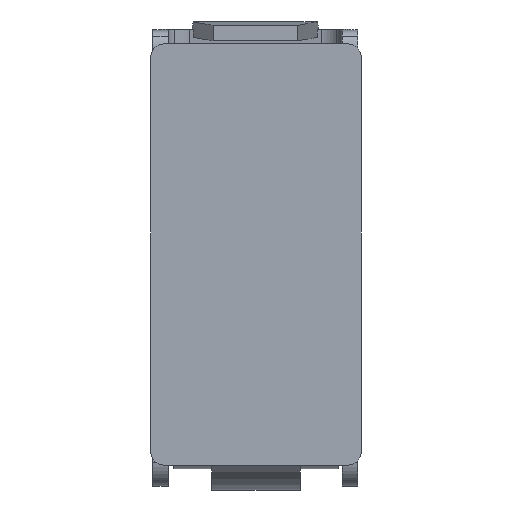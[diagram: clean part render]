
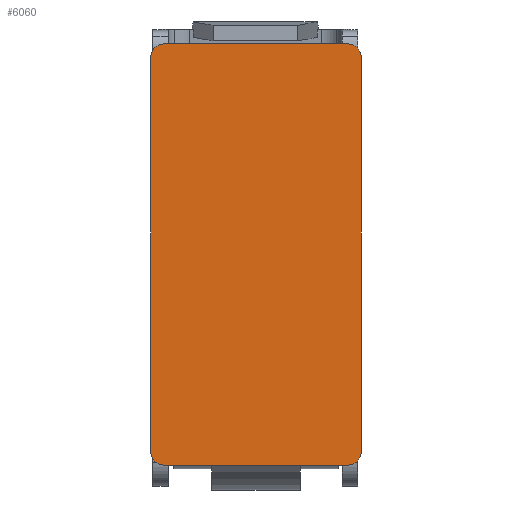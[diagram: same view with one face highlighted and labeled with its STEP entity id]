
A CAD part, front view. The second image highlights one B-rep face of the part: STEP entity #6060.
In plain terms, the highlighted planar face has unit normal (0, -1, 0).
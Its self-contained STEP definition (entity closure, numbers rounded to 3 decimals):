
#322=CARTESIAN_POINT('',(7.207,-13.75,14.707));
#323=VERTEX_POINT('',#322);
#339=CARTESIAN_POINT('',(6.5,-13.75,15.0));
#340=VERTEX_POINT('',#339);
#347=CARTESIAN_POINT('',(6.5,-13.75,14.));
#348=DIRECTION('',(0.0,1.,0.0));
#349=DIRECTION('',(0.707,0.0,0.707));
#350=AXIS2_PLACEMENT_3D('',#347,#348,#349);
#351=CIRCLE('',#350,1.);
#352=EDGE_CURVE('',#340,#323,#351,.T.);
#364=CARTESIAN_POINT('',(-7.207,-13.75,-14.707));
#365=VERTEX_POINT('',#364);
#381=CARTESIAN_POINT('',(-6.5,-13.75,-15.0));
#382=VERTEX_POINT('',#381);
#389=CARTESIAN_POINT('',(-6.5,-13.75,-14.));
#390=DIRECTION('',(0.0,1.,0.0));
#391=DIRECTION('',(-0.707,0.0,-0.707));
#392=AXIS2_PLACEMENT_3D('',#389,#390,#391);
#393=CIRCLE('',#392,1.);
#394=EDGE_CURVE('',#382,#365,#393,.T.);
#404=CARTESIAN_POINT('',(7.207,-13.75,-14.707));
#405=VERTEX_POINT('',#404);
#414=CARTESIAN_POINT('',(6.5,-13.75,-15.0));
#415=VERTEX_POINT('',#414);
#416=CARTESIAN_POINT('',(6.5,-13.75,-14.));
#417=DIRECTION('',(0.0,1.,0.0));
#418=DIRECTION('',(0.707,0.0,-0.707));
#419=AXIS2_PLACEMENT_3D('',#416,#417,#418);
#420=CIRCLE('',#419,1.);
#421=EDGE_CURVE('',#405,#415,#420,.T.);
#446=CARTESIAN_POINT('',(-7.207,-13.75,14.707));
#447=VERTEX_POINT('',#446);
#456=CARTESIAN_POINT('',(-6.5,-13.75,15.0));
#457=VERTEX_POINT('',#456);
#458=CARTESIAN_POINT('',(-6.5,-13.75,14.));
#459=DIRECTION('',(0.0,1.,0.0));
#460=DIRECTION('',(-0.707,0.0,0.707));
#461=AXIS2_PLACEMENT_3D('',#458,#459,#460);
#462=CIRCLE('',#461,1.);
#463=EDGE_CURVE('',#447,#457,#462,.T.);
#5770=CARTESIAN_POINT('',(-7.5,-13.75,14.));
#5771=VERTEX_POINT('',#5770);
#5778=CARTESIAN_POINT('',(-6.5,-13.75,14.));
#5779=DIRECTION('',(0.0,1.,0.0));
#5780=DIRECTION('',(-0.707,0.0,0.707));
#5781=AXIS2_PLACEMENT_3D('',#5778,#5779,#5780);
#5782=CIRCLE('',#5781,1.);
#5783=EDGE_CURVE('',#5771,#447,#5782,.T.);
#5802=CARTESIAN_POINT('',(-7.5,-13.75,-14.));
#5803=VERTEX_POINT('',#5802);
#5810=CARTESIAN_POINT('',(-7.5,-13.75,-14.));
#5811=DIRECTION('',(0.0,0.0,1.0));
#5812=VECTOR('',#5811,28.0);
#5813=LINE('',#5810,#5812);
#5814=EDGE_CURVE('',#5803,#5771,#5813,.T.);
#5945=CARTESIAN_POINT('',(7.5,-13.75,-14.));
#5946=VERTEX_POINT('',#5945);
#5953=CARTESIAN_POINT('',(6.5,-13.75,-14.));
#5954=DIRECTION('',(0.0,1.,0.0));
#5955=DIRECTION('',(0.707,0.0,-0.707));
#5956=AXIS2_PLACEMENT_3D('',#5953,#5954,#5955);
#5957=CIRCLE('',#5956,1.);
#5958=EDGE_CURVE('',#5946,#405,#5957,.T.);
#5970=CARTESIAN_POINT('',(7.5,-13.75,14.));
#5971=VERTEX_POINT('',#5970);
#5978=CARTESIAN_POINT('',(7.5,-13.75,-14.));
#5979=DIRECTION('',(0.0,0.0,1.0));
#5980=VECTOR('',#5979,28.0);
#5981=LINE('',#5978,#5980);
#5982=EDGE_CURVE('',#5946,#5971,#5981,.T.);
#6013=CARTESIAN_POINT('',(-6.5,-13.75,-14.));
#6014=DIRECTION('',(0.0,1.,0.0));
#6015=DIRECTION('',(-0.707,0.0,-0.707));
#6016=AXIS2_PLACEMENT_3D('',#6013,#6014,#6015);
#6017=CIRCLE('',#6016,1.);
#6018=EDGE_CURVE('',#365,#5803,#6017,.T.);
#6025=CARTESIAN_POINT('',(7.5,-13.75,-15.0));
#6026=DIRECTION('',(0.0,-1.0,0.0));
#6027=DIRECTION('',(0.0,0.0,-1.0));
#6028=AXIS2_PLACEMENT_3D('',#6025,#6026,#6027);
#6029=PLANE('',#6028);
#6030=ORIENTED_EDGE('',*,*,#5783,.F.);
#6031=ORIENTED_EDGE('',*,*,#5814,.F.);
#6032=ORIENTED_EDGE('',*,*,#6018,.F.);
#6033=ORIENTED_EDGE('',*,*,#394,.F.);
#6034=CARTESIAN_POINT('',(-6.5,-13.75,-15.0));
#6035=DIRECTION('',(1.0,0.0,0.0));
#6036=VECTOR('',#6035,13.);
#6037=LINE('',#6034,#6036);
#6038=EDGE_CURVE('',#382,#415,#6037,.T.);
#6039=ORIENTED_EDGE('',*,*,#6038,.T.);
#6040=ORIENTED_EDGE('',*,*,#421,.F.);
#6041=ORIENTED_EDGE('',*,*,#5958,.F.);
#6042=ORIENTED_EDGE('',*,*,#5982,.T.);
#6043=CARTESIAN_POINT('',(6.5,-13.75,14.));
#6044=DIRECTION('',(0.0,1.,0.0));
#6045=DIRECTION('',(0.707,0.0,0.707));
#6046=AXIS2_PLACEMENT_3D('',#6043,#6044,#6045);
#6047=CIRCLE('',#6046,1.);
#6048=EDGE_CURVE('',#323,#5971,#6047,.T.);
#6049=ORIENTED_EDGE('',*,*,#6048,.F.);
#6050=ORIENTED_EDGE('',*,*,#352,.F.);
#6051=CARTESIAN_POINT('',(6.5,-13.75,15.0));
#6052=DIRECTION('',(-1.0,0.0,0.0));
#6053=VECTOR('',#6052,13.);
#6054=LINE('',#6051,#6053);
#6055=EDGE_CURVE('',#340,#457,#6054,.T.);
#6056=ORIENTED_EDGE('',*,*,#6055,.T.);
#6057=ORIENTED_EDGE('',*,*,#463,.F.);
#6058=EDGE_LOOP('',(#6030,#6031,#6032,#6033,#6039,#6040,#6041,#6042,#6049,#6050,#6056,#6057));
#6059=FACE_OUTER_BOUND('',#6058,.T.);
#6060=ADVANCED_FACE('',(#6059),#6029,.T.);
